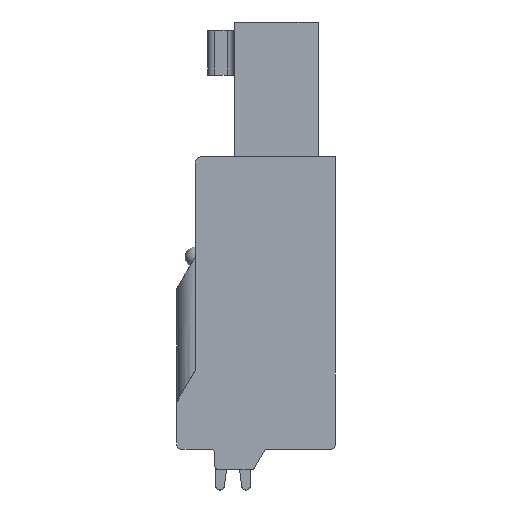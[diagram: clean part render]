
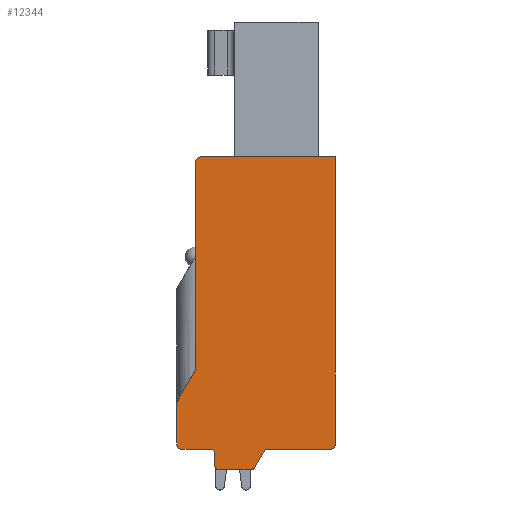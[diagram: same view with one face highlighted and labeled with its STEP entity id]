
A CAD part, front view. The second image highlights one B-rep face of the part: STEP entity #12344.
In plain terms, the highlighted planar face has unit normal (0, -1, 0).
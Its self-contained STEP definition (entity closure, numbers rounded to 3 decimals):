
#1250=DIRECTION('',(0.,0.,-1.));
#1251=VECTOR('',#1250,10.141);
#1252=CARTESIAN_POINT('',(-6.85,0.,-0.3));
#1253=LINE('',#1252,#1251);
#1432=DIRECTION('',(0.,0.,-1.));
#1433=VECTOR('',#1432,2.1);
#1434=CARTESIAN_POINT('',(-7.75,0.,-12.));
#1435=LINE('',#1434,#1433);
#1448=DIRECTION('',(1.,0.,0.));
#1449=VECTOR('',#1448,1.45);
#1450=CARTESIAN_POINT('',(-7.55,0.,-14.3));
#1451=LINE('',#1450,#1449);
#1456=DIRECTION('',(1.,0.,0.));
#1457=VECTOR('',#1456,3.107);
#1458=CARTESIAN_POINT('',(-3.307,0.,-14.3));
#1459=LINE('',#1458,#1457);
#1654=DIRECTION('',(0.,0.,1.));
#1655=VECTOR('',#1654,14.1);
#1656=CARTESIAN_POINT('',(0.,0.,-14.1));
#1657=LINE('',#1656,#1655);
#2199=DIRECTION('',(1.,0.,0.));
#2200=VECTOR('',#2199,6.55);
#2201=CARTESIAN_POINT('',(-6.55,0.,0.));
#2202=LINE('',#2201,#2200);
#2203=CARTESIAN_POINT('',(-0.2,0.,-14.1));
#2204=DIRECTION('',(0.,1.,0.));
#2205=DIRECTION('',(1.,0.,0.));
#2206=AXIS2_PLACEMENT_3D('',#2203,#2204,#2205);
#2208=CARTESIAN_POINT('',(-3.307,0.,-14.5));
#2209=DIRECTION('',(0.,-1.,0.));
#2210=DIRECTION('',(0.,0.,1.));
#2211=AXIS2_PLACEMENT_3D('',#2208,#2209,#2210);
#2213=DIRECTION('',(-0.5,0.,-0.866));
#2214=VECTOR('',#2213,0.924);
#2215=CARTESIAN_POINT('',(-3.48,0.,-14.4));
#2216=LINE('',#2215,#2214);
#2217=CARTESIAN_POINT('',(-4.115,0.,-15.1));
#2218=DIRECTION('',(0.,1.,0.));
#2219=DIRECTION('',(0.866,0.,-0.5));
#2220=AXIS2_PLACEMENT_3D('',#2217,#2218,#2219);
#2222=CARTESIAN_POINT('',(-5.7,0.,-15.1));
#2223=DIRECTION('',(0.,1.,0.));
#2224=DIRECTION('',(0.,0.,-1.));
#2225=AXIS2_PLACEMENT_3D('',#2222,#2223,#2224);
#2227=CARTESIAN_POINT('',(-6.1,0.,-14.5));
#2228=DIRECTION('',(0.,-1.,0.));
#2229=DIRECTION('',(1.,0.,0.));
#2230=AXIS2_PLACEMENT_3D('',#2227,#2228,#2229);
#2232=CARTESIAN_POINT('',(-7.55,0.,-14.1));
#2233=DIRECTION('',(0.,1.,0.));
#2234=DIRECTION('',(0.,0.,-1.));
#2235=AXIS2_PLACEMENT_3D('',#2232,#2233,#2234);
#2237=DIRECTION('',(0.5,0.,0.866));
#2238=VECTOR('',#2237,1.8);
#2239=CARTESIAN_POINT('',(-7.75,0.,-12.));
#2240=LINE('',#2239,#2238);
#2241=CARTESIAN_POINT('',(-6.55,0.,-0.3));
#2242=DIRECTION('',(0.,1.,0.));
#2243=DIRECTION('',(-1.,0.,0.));
#2244=AXIS2_PLACEMENT_3D('',#2241,#2242,#2243);
#2294=DIRECTION('',(0.,0.,-1.));
#2295=VECTOR('',#2294,0.6);
#2296=CARTESIAN_POINT('',(-5.9,0.,-14.5));
#2297=LINE('',#2296,#2295);
#2306=DIRECTION('',(1.,0.,0.));
#2307=VECTOR('',#2306,1.585);
#2308=CARTESIAN_POINT('',(-5.7,0.,-15.3));
#2309=LINE('',#2308,#2307);
#7663=CARTESIAN_POINT('',(-6.85,0.,-0.3));
#7664=VERTEX_POINT('',#7663);
#7665=CARTESIAN_POINT('',(-6.85,0.,-10.441));
#7666=VERTEX_POINT('',#7665);
#7732=CARTESIAN_POINT('',(-7.75,0.,-12.));
#7733=VERTEX_POINT('',#7732);
#7734=CARTESIAN_POINT('',(-7.75,0.,-14.1));
#7735=VERTEX_POINT('',#7734);
#7736=CARTESIAN_POINT('',(-7.55,0.,-14.3));
#7737=VERTEX_POINT('',#7736);
#7738=CARTESIAN_POINT('',(-6.1,0.,-14.3));
#7739=VERTEX_POINT('',#7738);
#7744=CARTESIAN_POINT('',(-3.307,0.,-14.3));
#7745=VERTEX_POINT('',#7744);
#7746=CARTESIAN_POINT('',(-0.2,0.,-14.3));
#7747=VERTEX_POINT('',#7746);
#7804=CARTESIAN_POINT('',(0.,0.,-14.1));
#7805=VERTEX_POINT('',#7804);
#7806=CARTESIAN_POINT('',(0.,0.,0.));
#7807=VERTEX_POINT('',#7806);
#7808=CARTESIAN_POINT('',(-6.55,0.,0.));
#7809=VERTEX_POINT('',#7808);
#7836=CARTESIAN_POINT('',(-3.48,0.,-14.4));
#7837=VERTEX_POINT('',#7836);
#7838=CARTESIAN_POINT('',(-3.942,0.,-15.2));
#7839=VERTEX_POINT('',#7838);
#7840=CARTESIAN_POINT('',(-4.115,0.,-15.3));
#7841=VERTEX_POINT('',#7840);
#7842=CARTESIAN_POINT('',(-5.7,0.,-15.3));
#7843=VERTEX_POINT('',#7842);
#7844=CARTESIAN_POINT('',(-5.9,0.,-15.1));
#7845=VERTEX_POINT('',#7844);
#7846=CARTESIAN_POINT('',(-5.9,0.,-14.5));
#7847=VERTEX_POINT('',#7846);
#12311=CARTESIAN_POINT('',(0.,0.,0.));
#12312=DIRECTION('',(0.,1.,0.));
#12313=DIRECTION('',(1.,0.,0.));
#12314=AXIS2_PLACEMENT_3D('',#12311,#12312,#12313);
#12315=PLANE('',#12314);
#12316=ORIENTED_EDGE('',*,*,#11744,.T.);
#12317=ORIENTED_EDGE('',*,*,#11715,.F.);
#12318=ORIENTED_EDGE('',*,*,#11700,.T.);
#12319=ORIENTED_EDGE('',*,*,#11461,.F.);
#12321=ORIENTED_EDGE('',*,*,#12320,.T.);
#12323=ORIENTED_EDGE('',*,*,#12322,.T.);
#12325=ORIENTED_EDGE('',*,*,#12324,.T.);
#12327=ORIENTED_EDGE('',*,*,#12326,.F.);
#12329=ORIENTED_EDGE('',*,*,#12328,.T.);
#12331=ORIENTED_EDGE('',*,*,#12330,.F.);
#12333=ORIENTED_EDGE('',*,*,#12332,.T.);
#12334=ORIENTED_EDGE('',*,*,#11453,.F.);
#12335=ORIENTED_EDGE('',*,*,#11430,.T.);
#12336=ORIENTED_EDGE('',*,*,#11415,.F.);
#12338=ORIENTED_EDGE('',*,*,#12337,.T.);
#12339=ORIENTED_EDGE('',*,*,#11201,.F.);
#12341=ORIENTED_EDGE('',*,*,#12340,.T.);
#12342=EDGE_LOOP('',(#12316,#12317,#12318,#12319,#12321,#12323,#12325,#12327,
#12329,#12331,#12333,#12334,#12335,#12336,#12338,#12339,#12341));
#12343=FACE_OUTER_BOUND('',#12342,.F.);
#2207=CIRCLE('',#2206,0.2);
#2212=CIRCLE('',#2211,0.2);
#2221=CIRCLE('',#2220,0.2);
#2226=CIRCLE('',#2225,0.2);
#2231=CIRCLE('',#2230,0.2);
#2236=CIRCLE('',#2235,0.2);
#2245=CIRCLE('',#2244,0.3);
#11201=EDGE_CURVE('',#7664,#7666,#1253,.T.);
#11415=EDGE_CURVE('',#7733,#7735,#1435,.T.);
#11430=EDGE_CURVE('',#7737,#7735,#2236,.T.);
#11453=EDGE_CURVE('',#7737,#7739,#1451,.T.);
#11461=EDGE_CURVE('',#7745,#7747,#1459,.T.);
#11700=EDGE_CURVE('',#7805,#7747,#2207,.T.);
#11715=EDGE_CURVE('',#7805,#7807,#1657,.T.);
#11744=EDGE_CURVE('',#7809,#7807,#2202,.T.);
#12320=EDGE_CURVE('',#7745,#7837,#2212,.T.);
#12322=EDGE_CURVE('',#7837,#7839,#2216,.T.);
#12324=EDGE_CURVE('',#7839,#7841,#2221,.T.);
#12326=EDGE_CURVE('',#7843,#7841,#2309,.T.);
#12328=EDGE_CURVE('',#7843,#7845,#2226,.T.);
#12330=EDGE_CURVE('',#7847,#7845,#2297,.T.);
#12332=EDGE_CURVE('',#7847,#7739,#2231,.T.);
#12337=EDGE_CURVE('',#7733,#7666,#2240,.T.);
#12340=EDGE_CURVE('',#7664,#7809,#2245,.T.);
#12344=ADVANCED_FACE('',(#12343),#12315,.F.);
